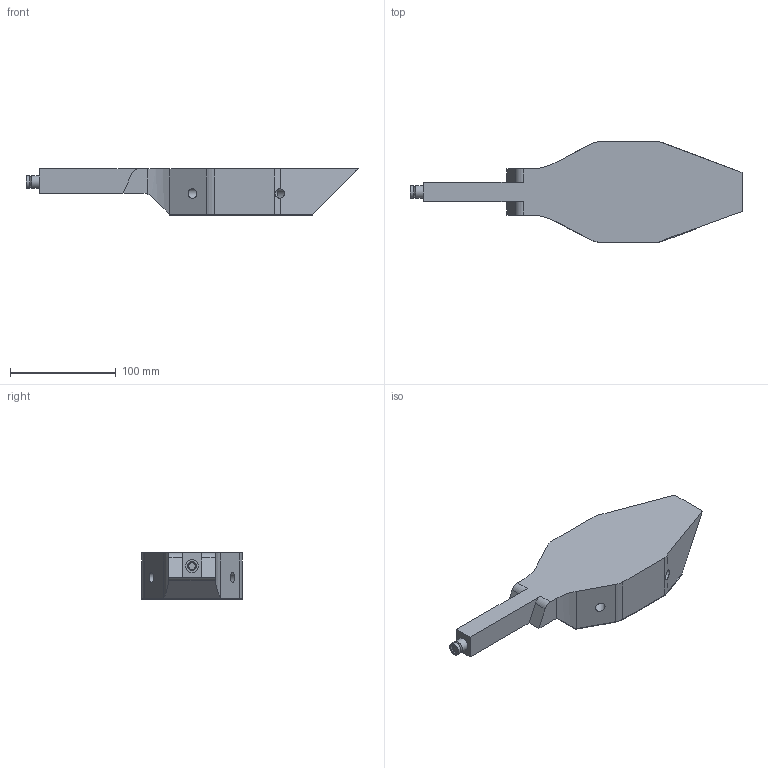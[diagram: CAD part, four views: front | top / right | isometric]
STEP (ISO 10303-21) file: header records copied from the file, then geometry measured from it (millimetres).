
FILE_DESCRIPTION(/* description */ (''),/* implementation_level */ '2;1');
FILE_NAME(/* name */ 'Body.stp',/* time_stamp */ '2020-02-25T12:52:53+01:00',/* author */ (''),/* organization */ (''),/* preprocessor_version */ 'ST-DEVELOPER v16.7',/* originating_system */ 'SIEMENS PLM Software NX 1867',/* authorisation */ '');
FILE_SCHEMA (('AUTOMOTIVE_DESIGN { 1 0 10303 214 3 1 1 1 }'));
Length unit declared in the file: millimetre
Products named in the file (2): Plate_sldprt; Body
Assembly tree (1 placements, depth 2):
  Body
    Plate_sldprt
Bounding box: 314.34 x 95 x 43.8 mm (x, y, z)
Volume: 424262.9 mm3; surface area: 97059 mm2
Topology: 2 solids, 2 shells, 90 faces, 240 edges, 160 vertices
Faces by surface type: plane 52, cylinder 34, extrusion 2, cone 2
Full cylindrical faces by diameter (mm): 5 x2, 6 x4, 6.5 x1, 9 x4, 12 x2
Entity records: 2796 total; most frequent: CARTESIAN_POINT 537, DIRECTION 461, ORIENTED_EDGE 436, EDGE_CURVE 218, AXIS2_PLACEMENT_3D 161, VERTEX_POINT 153, VECTOR 139, LINE 137
